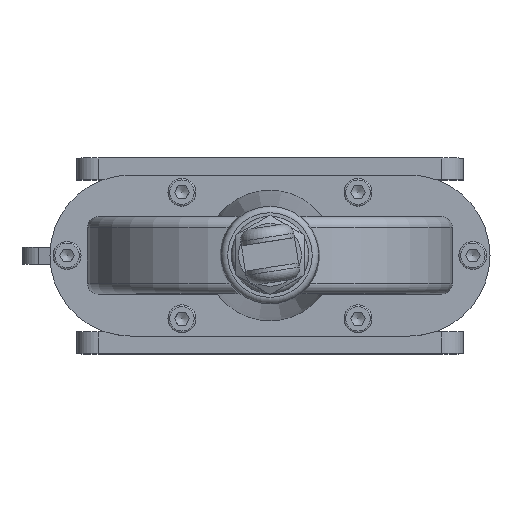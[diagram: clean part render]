
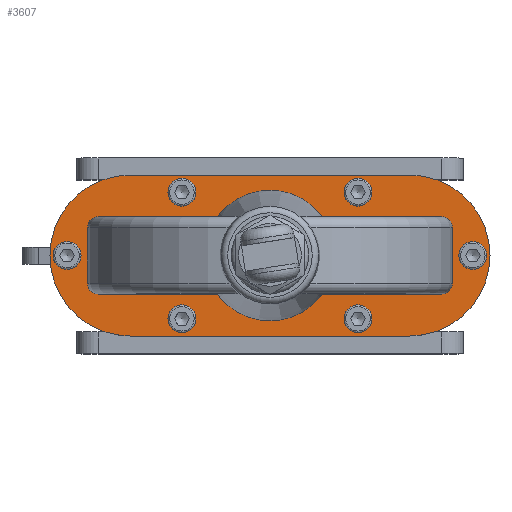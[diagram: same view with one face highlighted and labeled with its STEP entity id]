
A CAD part, top view. The second image highlights one B-rep face of the part: STEP entity #3607.
In plain terms, the highlighted planar face has unit normal (0, 0, 1).
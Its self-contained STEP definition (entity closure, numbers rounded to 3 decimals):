
#294=PLANE('',#3996);
#473=LINE('',#5922,#701);
#477=LINE('',#5933,#705);
#701=VECTOR('',#4806,1.);
#705=VECTOR('',#4818,1.);
#938=FACE_BOUND('',#1396,.T.);
#939=FACE_BOUND('',#1397,.T.);
#940=FACE_BOUND('',#1398,.T.);
#941=FACE_BOUND('',#1399,.T.);
#942=FACE_BOUND('',#1400,.T.);
#943=FACE_BOUND('',#1401,.T.);
#1093=FACE_OUTER_BOUND('',#1395,.T.);
#1395=EDGE_LOOP('',(#2957,#2958,#2959,#2960));
#1396=EDGE_LOOP('',(#2961));
#1397=EDGE_LOOP('',(#2962));
#1398=EDGE_LOOP('',(#2963));
#1399=EDGE_LOOP('',(#2964));
#1400=EDGE_LOOP('',(#2965));
#1401=EDGE_LOOP('',(#2966));
#1661=CIRCLE('',#3971,4.5);
#1663=CIRCLE('',#3974,4.5);
#1665=CIRCLE('',#3977,4.5);
#1667=CIRCLE('',#3980,4.5);
#1669=CIRCLE('',#3983,4.5);
#1671=CIRCLE('',#3986,4.5);
#1673=CIRCLE('',#3989,37.5);
#1675=CIRCLE('',#3993,37.5);
#1897=VERTEX_POINT('',#5882);
#1899=VERTEX_POINT('',#5887);
#1901=VERTEX_POINT('',#5892);
#1903=VERTEX_POINT('',#5897);
#1905=VERTEX_POINT('',#5902);
#1907=VERTEX_POINT('',#5907);
#1909=VERTEX_POINT('',#5912);
#1910=VERTEX_POINT('',#5913);
#1913=VERTEX_POINT('',#5921);
#1915=VERTEX_POINT('',#5927);
#2275=EDGE_CURVE('',#1897,#1897,#1661,.T.);
#2277=EDGE_CURVE('',#1899,#1899,#1663,.T.);
#2279=EDGE_CURVE('',#1901,#1901,#1665,.T.);
#2281=EDGE_CURVE('',#1903,#1903,#1667,.T.);
#2283=EDGE_CURVE('',#1905,#1905,#1669,.T.);
#2285=EDGE_CURVE('',#1907,#1907,#1671,.T.);
#2287=EDGE_CURVE('',#1909,#1910,#1673,.T.);
#2291=EDGE_CURVE('',#1910,#1913,#473,.T.);
#2294=EDGE_CURVE('',#1913,#1915,#1675,.T.);
#2297=EDGE_CURVE('',#1915,#1909,#477,.T.);
#2957=ORIENTED_EDGE('',*,*,#2287,.F.);
#2958=ORIENTED_EDGE('',*,*,#2297,.F.);
#2959=ORIENTED_EDGE('',*,*,#2294,.F.);
#2960=ORIENTED_EDGE('',*,*,#2291,.F.);
#2961=ORIENTED_EDGE('',*,*,#2275,.T.);
#2962=ORIENTED_EDGE('',*,*,#2277,.T.);
#2963=ORIENTED_EDGE('',*,*,#2279,.T.);
#2964=ORIENTED_EDGE('',*,*,#2281,.T.);
#2965=ORIENTED_EDGE('',*,*,#2283,.T.);
#2966=ORIENTED_EDGE('',*,*,#2285,.T.);
#3607=ADVANCED_FACE('',(#1093,#938,#939,#940,#941,#942,#943),#294,.T.);
#3971=AXIS2_PLACEMENT_3D('',#5883,#4762,#4763);
#3974=AXIS2_PLACEMENT_3D('',#5888,#4768,#4769);
#3977=AXIS2_PLACEMENT_3D('',#5893,#4774,#4775);
#3980=AXIS2_PLACEMENT_3D('',#5898,#4780,#4781);
#3983=AXIS2_PLACEMENT_3D('',#5903,#4786,#4787);
#3986=AXIS2_PLACEMENT_3D('',#5908,#4792,#4793);
#3989=AXIS2_PLACEMENT_3D('',#5914,#4798,#4799);
#3993=AXIS2_PLACEMENT_3D('',#5928,#4811,#4812);
#3996=AXIS2_PLACEMENT_3D('',#5935,#4820,#4821);
#4762=DIRECTION('center_axis',(0.,0.,-1.));
#4763=DIRECTION('ref_axis',(1.,0.,0.));
#4768=DIRECTION('center_axis',(0.,0.,-1.));
#4769=DIRECTION('ref_axis',(1.,0.,0.));
#4774=DIRECTION('center_axis',(0.,0.,-1.));
#4775=DIRECTION('ref_axis',(1.,0.,0.));
#4780=DIRECTION('center_axis',(0.,0.,-1.));
#4781=DIRECTION('ref_axis',(1.,0.,0.));
#4786=DIRECTION('center_axis',(0.,0.,-1.));
#4787=DIRECTION('ref_axis',(1.,0.,0.));
#4792=DIRECTION('center_axis',(0.,0.,-1.));
#4793=DIRECTION('ref_axis',(1.,0.,0.));
#4798=DIRECTION('center_axis',(0.,0.,-1.));
#4799=DIRECTION('ref_axis',(1.,0.,0.));
#4806=DIRECTION('',(1.,0.,0.));
#4811=DIRECTION('center_axis',(0.,0.,-1.));
#4812=DIRECTION('ref_axis',(1.,0.,0.));
#4818=DIRECTION('',(-1.,0.,0.));
#4820=DIRECTION('center_axis',(0.,0.,1.));
#4821=DIRECTION('ref_axis',(1.,0.,0.));
#5882=CARTESIAN_POINT('',(53.5,16.,218.));
#5883=CARTESIAN_POINT('Origin',(49.,16.,218.));
#5887=CARTESIAN_POINT('',(135.5,16.,218.));
#5888=CARTESIAN_POINT('Origin',(131.,16.,218.));
#5892=CARTESIAN_POINT('',(189.,45.5,218.));
#5893=CARTESIAN_POINT('Origin',(184.5,45.5,218.));
#5897=CARTESIAN_POINT('',(135.5,75.,218.));
#5898=CARTESIAN_POINT('Origin',(131.,75.,218.));
#5902=CARTESIAN_POINT('',(53.5,75.,218.));
#5903=CARTESIAN_POINT('Origin',(49.,75.,218.));
#5907=CARTESIAN_POINT('',(0.,45.5,218.));
#5908=CARTESIAN_POINT('Origin',(-4.5,45.5,218.));
#5912=CARTESIAN_POINT('',(25.,8.,218.));
#5913=CARTESIAN_POINT('',(25.,83.,218.));
#5914=CARTESIAN_POINT('Origin',(25.,45.5,218.));
#5921=CARTESIAN_POINT('',(155.,83.,218.));
#5922=CARTESIAN_POINT('',(155.,83.,218.));
#5927=CARTESIAN_POINT('',(155.,8.,218.));
#5928=CARTESIAN_POINT('Origin',(155.,45.5,218.));
#5933=CARTESIAN_POINT('',(155.,8.,218.));
#5935=CARTESIAN_POINT('Origin',(90.,45.5,218.));
